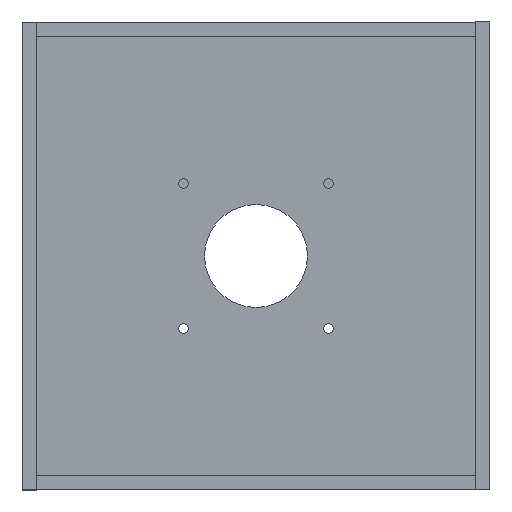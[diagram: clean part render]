
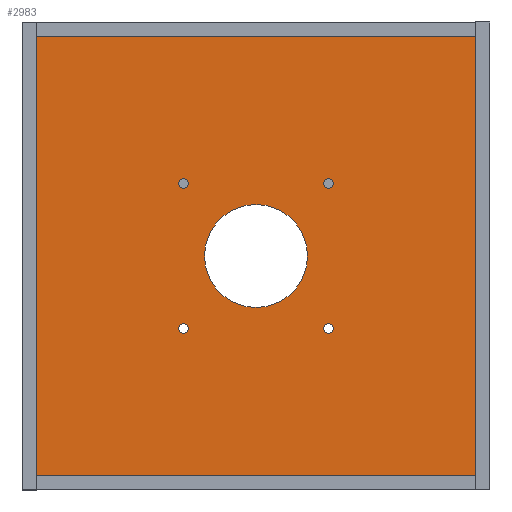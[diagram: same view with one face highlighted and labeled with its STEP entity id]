
A CAD part, front view. The second image highlights one B-rep face of the part: STEP entity #2983.
In plain terms, the highlighted planar face has unit normal (0, -1, 0).
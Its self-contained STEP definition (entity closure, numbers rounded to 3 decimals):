
#51=FACE_BOUND('',#388,.T.);
#52=FACE_BOUND('',#389,.T.);
#53=FACE_BOUND('',#390,.T.);
#54=FACE_BOUND('',#391,.T.);
#55=FACE_BOUND('',#392,.T.);
#99=CIRCLE('',#3205,11.);
#100=CIRCLE('',#3206,11.);
#101=CIRCLE('',#3207,1.);
#102=CIRCLE('',#3208,1.);
#103=CIRCLE('',#3209,1.);
#104=CIRCLE('',#3210,1.);
#228=FACE_OUTER_BOUND('',#387,.T.);
#387=EDGE_LOOP('',(#2455,#2456,#2457,#2458,#2459,#2460,#2461,#2462,#2463,
#2464,#2465,#2466,#2467,#2468,#2469,#2470,#2471,#2472,#2473,#2474));
#388=EDGE_LOOP('',(#2475,#2476));
#389=EDGE_LOOP('',(#2477));
#390=EDGE_LOOP('',(#2478));
#391=EDGE_LOOP('',(#2479));
#392=EDGE_LOOP('',(#2480));
#675=LINE('',#4505,#1064);
#677=LINE('',#4511,#1066);
#680=LINE('',#4516,#1069);
#682=LINE('',#4520,#1071);
#685=LINE('',#4526,#1074);
#691=LINE('',#4538,#1080);
#693=LINE('',#4544,#1082);
#696=LINE('',#4549,#1085);
#698=LINE('',#4552,#1087);
#700=LINE('',#4556,#1089);
#706=LINE('',#4568,#1095);
#708=LINE('',#4574,#1097);
#711=LINE('',#4579,#1100);
#713=LINE('',#4583,#1102);
#716=LINE('',#4588,#1105);
#721=LINE('',#4598,#1110);
#723=LINE('',#4604,#1112);
#726=LINE('',#4609,#1115);
#728=LINE('',#4612,#1117);
#730=LINE('',#4615,#1119);
#1064=VECTOR('',#3688,10.);
#1066=VECTOR('',#3692,10.);
#1069=VECTOR('',#3697,20.);
#1071=VECTOR('',#3701,30.);
#1074=VECTOR('',#3706,30.);
#1080=VECTOR('',#3714,10.);
#1082=VECTOR('',#3718,10.);
#1085=VECTOR('',#3723,20.);
#1087=VECTOR('',#3727,30.);
#1089=VECTOR('',#3731,10.);
#1095=VECTOR('',#3739,10.);
#1097=VECTOR('',#3743,10.);
#1100=VECTOR('',#3748,20.);
#1102=VECTOR('',#3752,10.);
#1105=VECTOR('',#3757,30.);
#1110=VECTOR('',#3764,10.);
#1112=VECTOR('',#3768,10.);
#1115=VECTOR('',#3773,20.);
#1117=VECTOR('',#3777,10.);
#1119=VECTOR('',#3781,30.);
#1383=VERTEX_POINT('',#4499);
#1385=VERTEX_POINT('',#4503);
#1386=VERTEX_POINT('',#4507);
#1388=VERTEX_POINT('',#4510);
#1390=VERTEX_POINT('',#4519);
#1392=VERTEX_POINT('',#4525);
#1395=VERTEX_POINT('',#4532);
#1397=VERTEX_POINT('',#4536);
#1398=VERTEX_POINT('',#4540);
#1400=VERTEX_POINT('',#4543);
#1402=VERTEX_POINT('',#4555);
#1405=VERTEX_POINT('',#4562);
#1407=VERTEX_POINT('',#4566);
#1408=VERTEX_POINT('',#4570);
#1410=VERTEX_POINT('',#4573);
#1412=VERTEX_POINT('',#4582);
#1415=VERTEX_POINT('',#4592);
#1417=VERTEX_POINT('',#4596);
#1418=VERTEX_POINT('',#4600);
#1420=VERTEX_POINT('',#4603);
#1422=VERTEX_POINT('',#4618);
#1423=VERTEX_POINT('',#4619);
#1424=VERTEX_POINT('',#4622);
#1425=VERTEX_POINT('',#4624);
#1426=VERTEX_POINT('',#4626);
#1427=VERTEX_POINT('',#4628);
#1737=EDGE_CURVE('',#1383,#1385,#675,.T.);
#1739=EDGE_CURVE('',#1386,#1388,#677,.T.);
#1742=EDGE_CURVE('',#1388,#1385,#680,.T.);
#1744=EDGE_CURVE('',#1383,#1390,#682,.T.);
#1747=EDGE_CURVE('',#1392,#1386,#685,.T.);
#1753=EDGE_CURVE('',#1395,#1397,#691,.T.);
#1755=EDGE_CURVE('',#1398,#1400,#693,.T.);
#1758=EDGE_CURVE('',#1400,#1397,#696,.T.);
#1760=EDGE_CURVE('',#1395,#1392,#698,.T.);
#1762=EDGE_CURVE('',#1402,#1398,#700,.T.);
#1768=EDGE_CURVE('',#1405,#1407,#706,.T.);
#1770=EDGE_CURVE('',#1408,#1410,#708,.T.);
#1773=EDGE_CURVE('',#1410,#1407,#711,.T.);
#1775=EDGE_CURVE('',#1412,#1408,#713,.T.);
#1778=EDGE_CURVE('',#1405,#1402,#716,.T.);
#1783=EDGE_CURVE('',#1415,#1417,#721,.T.);
#1785=EDGE_CURVE('',#1418,#1420,#723,.T.);
#1788=EDGE_CURVE('',#1420,#1417,#726,.T.);
#1790=EDGE_CURVE('',#1418,#1390,#728,.T.);
#1792=EDGE_CURVE('',#1415,#1412,#730,.T.);
#1794=EDGE_CURVE('',#1422,#1423,#99,.T.);
#1795=EDGE_CURVE('',#1423,#1422,#100,.T.);
#1796=EDGE_CURVE('',#1424,#1424,#101,.T.);
#1797=EDGE_CURVE('',#1425,#1425,#102,.T.);
#1798=EDGE_CURVE('',#1426,#1426,#103,.T.);
#1799=EDGE_CURVE('',#1427,#1427,#104,.T.);
#2455=ORIENTED_EDGE('',*,*,#1760,.F.);
#2456=ORIENTED_EDGE('',*,*,#1753,.T.);
#2457=ORIENTED_EDGE('',*,*,#1758,.F.);
#2458=ORIENTED_EDGE('',*,*,#1755,.F.);
#2459=ORIENTED_EDGE('',*,*,#1762,.F.);
#2460=ORIENTED_EDGE('',*,*,#1778,.F.);
#2461=ORIENTED_EDGE('',*,*,#1768,.T.);
#2462=ORIENTED_EDGE('',*,*,#1773,.F.);
#2463=ORIENTED_EDGE('',*,*,#1770,.F.);
#2464=ORIENTED_EDGE('',*,*,#1775,.F.);
#2465=ORIENTED_EDGE('',*,*,#1792,.F.);
#2466=ORIENTED_EDGE('',*,*,#1783,.T.);
#2467=ORIENTED_EDGE('',*,*,#1788,.F.);
#2468=ORIENTED_EDGE('',*,*,#1785,.F.);
#2469=ORIENTED_EDGE('',*,*,#1790,.T.);
#2470=ORIENTED_EDGE('',*,*,#1744,.F.);
#2471=ORIENTED_EDGE('',*,*,#1737,.T.);
#2472=ORIENTED_EDGE('',*,*,#1742,.F.);
#2473=ORIENTED_EDGE('',*,*,#1739,.F.);
#2474=ORIENTED_EDGE('',*,*,#1747,.F.);
#2475=ORIENTED_EDGE('',*,*,#1794,.T.);
#2476=ORIENTED_EDGE('',*,*,#1795,.T.);
#2477=ORIENTED_EDGE('',*,*,#1796,.F.);
#2478=ORIENTED_EDGE('',*,*,#1797,.F.);
#2479=ORIENTED_EDGE('',*,*,#1798,.F.);
#2480=ORIENTED_EDGE('',*,*,#1799,.F.);
#2843=PLANE('',#3204);
#2983=ADVANCED_FACE('',(#228,#51,#52,#53,#54,#55),#2843,.F.);
#3204=AXIS2_PLACEMENT_3D('',#4617,#3783,#3784);
#3205=AXIS2_PLACEMENT_3D('',#4620,#3785,#3786);
#3206=AXIS2_PLACEMENT_3D('',#4621,#3787,#3788);
#3207=AXIS2_PLACEMENT_3D('',#4623,#3789,#3790);
#3208=AXIS2_PLACEMENT_3D('',#4625,#3791,#3792);
#3209=AXIS2_PLACEMENT_3D('',#4627,#3793,#3794);
#3210=AXIS2_PLACEMENT_3D('',#4629,#3795,#3796);
#3688=DIRECTION('',(-1.,0.,0.));
#3692=DIRECTION('',(-1.,0.,0.));
#3697=DIRECTION('',(0.,0.,1.));
#3701=DIRECTION('',(0.,0.,1.));
#3706=DIRECTION('',(0.,0.,1.));
#3714=DIRECTION('',(0.,0.,-1.));
#3718=DIRECTION('',(0.,0.,-1.));
#3723=DIRECTION('',(-1.,0.,0.));
#3727=DIRECTION('',(-1.,0.,0.));
#3731=DIRECTION('',(-1.,0.,0.));
#3739=DIRECTION('',(1.,0.,0.));
#3743=DIRECTION('',(1.,0.,0.));
#3748=DIRECTION('',(0.,0.,-1.));
#3752=DIRECTION('',(0.,0.,-1.));
#3757=DIRECTION('',(0.,0.,-1.));
#3764=DIRECTION('',(0.,0.,1.));
#3768=DIRECTION('',(0.,0.,1.));
#3773=DIRECTION('',(1.,0.,0.));
#3777=DIRECTION('',(-1.,0.,0.));
#3781=DIRECTION('',(1.,0.,0.));
#3783=DIRECTION('center_axis',(0.,1.,0.));
#3784=DIRECTION('ref_axis',(0.,0.,1.));
#3785=DIRECTION('center_axis',(0.,1.,0.));
#3786=DIRECTION('ref_axis',(1.,0.,0.));
#3787=DIRECTION('center_axis',(0.,1.,0.));
#3788=DIRECTION('ref_axis',(1.,0.,0.));
#3789=DIRECTION('center_axis',(0.,-1.,0.));
#3790=DIRECTION('ref_axis',(1.,0.,0.));
#3791=DIRECTION('center_axis',(0.,-1.,0.));
#3792=DIRECTION('ref_axis',(0.,0.,-1.));
#3793=DIRECTION('center_axis',(0.,-1.,0.));
#3794=DIRECTION('ref_axis',(-1.,0.,0.));
#3795=DIRECTION('center_axis',(0.,-1.,0.));
#3796=DIRECTION('ref_axis',(0.,0.,1.));
#4499=CARTESIAN_POINT('',(-47.,0.,10.));
#4503=CARTESIAN_POINT('',(-50.,0.,10.));
#4505=CARTESIAN_POINT('',(-43.,0.,10.));
#4507=CARTESIAN_POINT('',(-47.,0.,-10.));
#4510=CARTESIAN_POINT('',(-50.,0.,-10.));
#4511=CARTESIAN_POINT('',(-43.,0.,-10.));
#4516=CARTESIAN_POINT('',(-50.,0.,-10.));
#4519=CARTESIAN_POINT('',(-47.,0.,47.));
#4520=CARTESIAN_POINT('',(-47.,0.,10.));
#4525=CARTESIAN_POINT('',(-47.,0.,-47.));
#4526=CARTESIAN_POINT('',(-47.,0.,-40.));
#4532=CARTESIAN_POINT('',(-10.,0.,-47.));
#4536=CARTESIAN_POINT('',(-10.,0.,-50.));
#4538=CARTESIAN_POINT('',(-10.,0.,-43.));
#4540=CARTESIAN_POINT('',(10.,0.,-47.));
#4543=CARTESIAN_POINT('',(10.,0.,-50.));
#4544=CARTESIAN_POINT('',(10.,0.,-43.));
#4549=CARTESIAN_POINT('',(10.,0.,-50.));
#4552=CARTESIAN_POINT('',(-10.,0.,-47.));
#4555=CARTESIAN_POINT('',(47.,0.,-47.));
#4556=CARTESIAN_POINT('',(40.,0.,-47.));
#4562=CARTESIAN_POINT('',(47.,0.,-10.));
#4566=CARTESIAN_POINT('',(50.,0.,-10.));
#4568=CARTESIAN_POINT('',(43.,0.,-10.));
#4570=CARTESIAN_POINT('',(47.,0.,10.));
#4573=CARTESIAN_POINT('',(50.,0.,10.));
#4574=CARTESIAN_POINT('',(43.,0.,10.));
#4579=CARTESIAN_POINT('',(50.,0.,10.));
#4582=CARTESIAN_POINT('',(47.,0.,47.));
#4583=CARTESIAN_POINT('',(47.,0.,40.));
#4588=CARTESIAN_POINT('',(47.,0.,-10.));
#4592=CARTESIAN_POINT('',(10.,0.,47.));
#4596=CARTESIAN_POINT('',(10.,0.,50.));
#4598=CARTESIAN_POINT('',(10.,0.,43.));
#4600=CARTESIAN_POINT('',(-10.,0.,47.));
#4603=CARTESIAN_POINT('',(-10.,0.,50.));
#4604=CARTESIAN_POINT('',(-10.,0.,43.));
#4609=CARTESIAN_POINT('',(-10.,0.,50.));
#4612=CARTESIAN_POINT('',(-40.,0.,47.));
#4615=CARTESIAN_POINT('',(10.,0.,47.));
#4617=CARTESIAN_POINT('Origin',(0.,0.,0.));
#4618=CARTESIAN_POINT('',(11.,0.,0.));
#4619=CARTESIAN_POINT('',(-11.,0.,0.));
#4620=CARTESIAN_POINT('Origin',(0.,0.,0.));
#4621=CARTESIAN_POINT('Origin',(0.,0.,0.));
#4622=CARTESIAN_POINT('',(-16.5,0.,-15.5));
#4623=CARTESIAN_POINT('Origin',(-15.5,0.,-15.5));
#4624=CARTESIAN_POINT('',(-15.5,0.,16.5));
#4625=CARTESIAN_POINT('Origin',(-15.5,0.,15.5));
#4626=CARTESIAN_POINT('',(16.5,0.,15.5));
#4627=CARTESIAN_POINT('Origin',(15.5,0.,15.5));
#4628=CARTESIAN_POINT('',(15.5,0.,-16.5));
#4629=CARTESIAN_POINT('Origin',(15.5,0.,-15.5));
